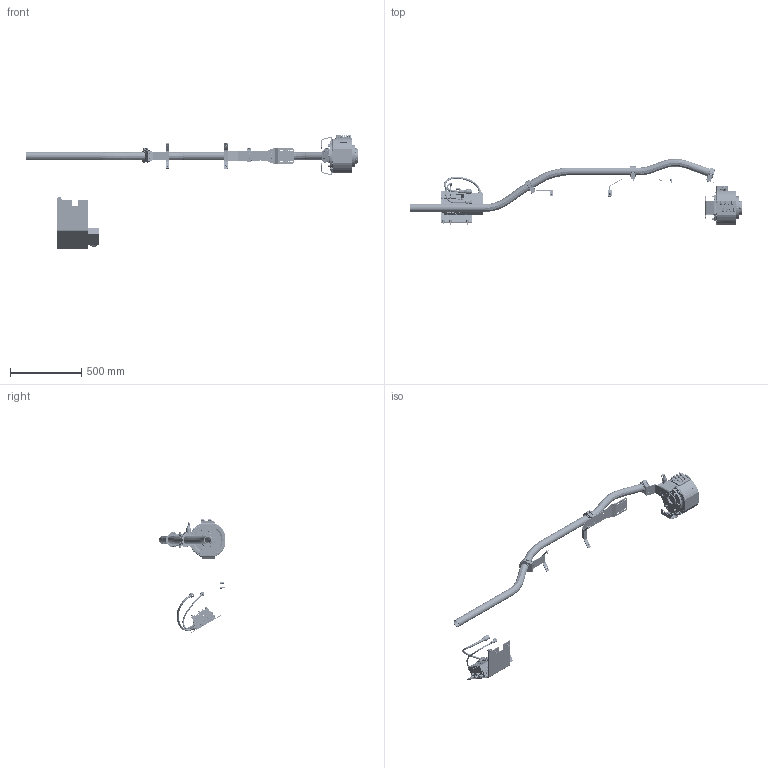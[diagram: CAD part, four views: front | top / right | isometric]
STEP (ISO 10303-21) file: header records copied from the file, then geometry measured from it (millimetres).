
FILE_DESCRIPTION (( 'STEP AP203' ), '1' );
FILE_NAME ('TS152L-602 IRB6700-175_305.STEP', '2020-04-27T06:07:12', ( '' ), ( '' ), 'SwSTEP 2.0', 'SolidWorks 2019', '' );
FILE_SCHEMA (( 'CONFIG_CONTROL_DESIGN' ));
Products named in the file (1): TS152L-602 IRB6700-175_305
Bounding box: 2335 x 465.83 x 800.34 mm (x, y, z)
Volume: 13757564.3 mm3; surface area: 2629911.6 mm2
Topology: 239 solids, 239 shells, 10025 faces, 24880 edges, 16106 vertices
Faces by surface type: plane 4453, cylinder 2973, bspline 1673, cone 536, torus 320, sphere 70
Entity records: 424208 total; most frequent: CARTESIAN_POINT 193415, ORIENTED_EDGE 49484, DIRECTION 44095, EDGE_CURVE 24742, VERTEX_POINT 16052, AXIS2_PLACEMENT_3D 15456, LINE 13183, VECTOR 13183
